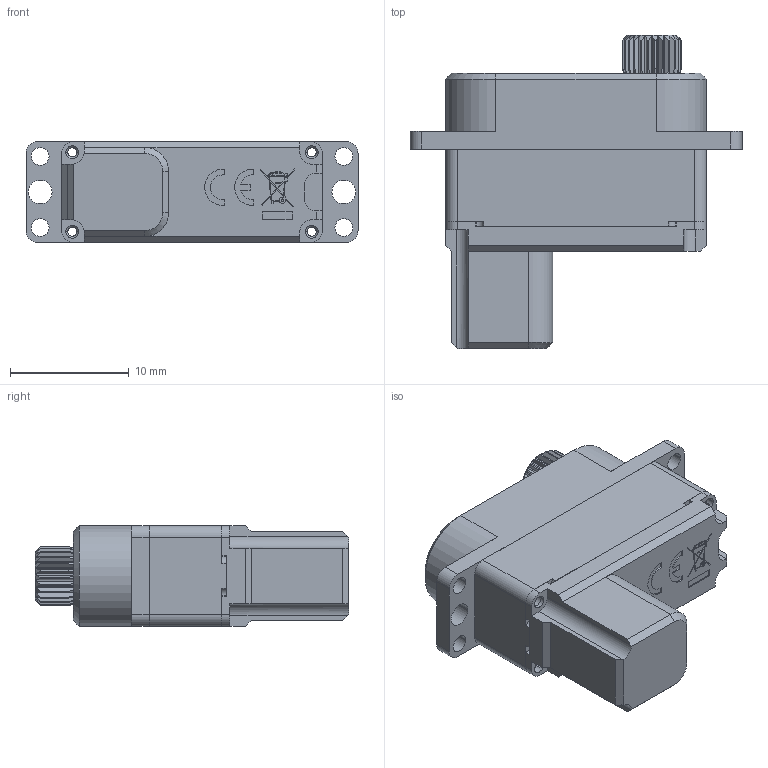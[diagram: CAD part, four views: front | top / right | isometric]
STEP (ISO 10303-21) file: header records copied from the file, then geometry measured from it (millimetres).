
FILE_DESCRIPTION((''),'2;1');
FILE_NAME('131_STP_ASM','2021-01-12T',('wonhyuk'),(''),'CREO PARAMETRIC BY PTC INC, 2016050','CREO PARAMETRIC BY PTC INC, 2016050','');
FILE_SCHEMA(('CONFIG_CONTROL_DESIGN'));
Length unit declared in the file: millimetre
Products named in the file (5): D131TOP; D131MIDDLE; D131LOWER; D131MG5_HS; 131_STP_ASM
Assembly tree (4 placements, depth 2):
  131_STP_ASM
    D131TOP
    D131MIDDLE
    D131LOWER
    D131MG5_HS
Bounding box: 28 x 26.4 x 8.5 mm (x, y, z)
Volume: 3335.6 mm3; surface area: 2740.7 mm2
Topology: 4 solids, 7 shells, 455 faces, 1263 edges, 830 vertices
Faces by surface type: plane 249, cylinder 155, cone 51
Entity records: 19561 total; most frequent: CARTESIAN_POINT 3044, ORIENTED_EDGE 2526, DIRECTION 2458, PRESENTATION_STYLE_ASSIGNMENT 1327, STYLED_ITEM 1292, CURVE_STYLE 1263, EDGE_CURVE 1263, AXIS2_PLACEMENT_3D 837
